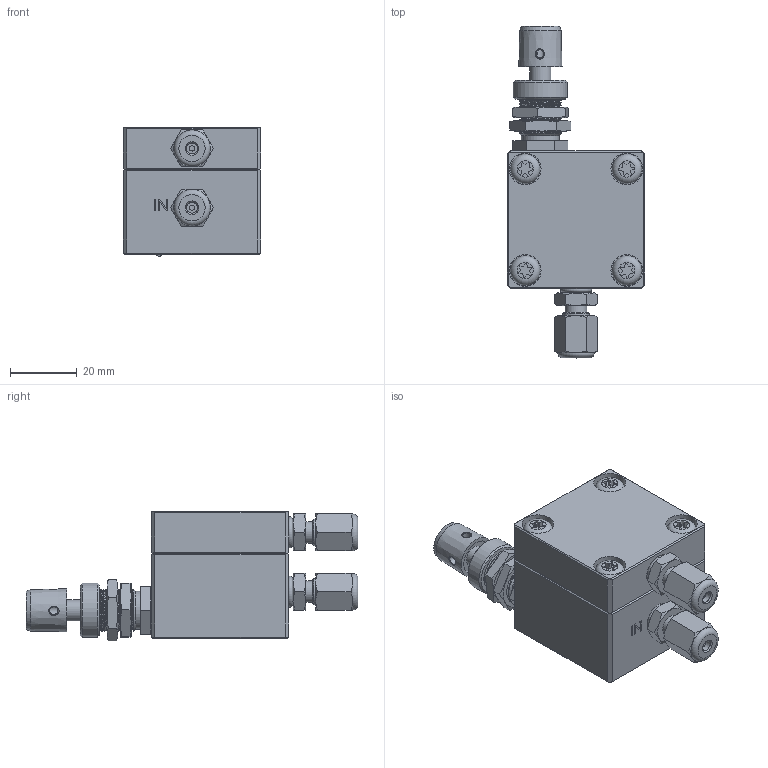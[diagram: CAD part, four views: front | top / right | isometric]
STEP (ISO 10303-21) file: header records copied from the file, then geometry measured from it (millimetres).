
FILE_DESCRIPTION((''),'2;1');
FILE_NAME('313435-FC30AS1K Gas flow controller.stp','2013-08-26T13:51:20',('Franzp'),(''),'Autodesk Inventor 2013','Autodesk Inventor 2013','');
FILE_SCHEMA(('AUTOMOTIVE_DESIGN { 1 0 10303 214 1 1 1 1 }'));
Length unit declared in the file: millimetre
Products named in the file (3): 3234a35; 323435; 313160
Assembly tree (3 placements, depth 2):
  3234a35
    323435
    313160  x2
Bounding box: 41.27 x 99.54 x 38.84 mm (x, y, z)
Volume: 661 mm3; surface area: 17669.1 mm2
Topology: 2 solids, 31 shells, 237 faces, 782 edges, 532 vertices
Faces by surface type: plane 163, cylinder 33, cone 30, torus 8, bspline 3
Full cylindrical faces by diameter (mm): 2.487 x2, 3.2 x1, 3.3 x2, 3.302 x1, 5.359 x1, 6.35 x1, 6.46 x2, 6.553 x1, 7.938 x2, 9.525 x4, 10.312 x1, 10.6 x1, 11.43 x1, 11.523 x2, 11.836 x2, 16.256 x1
Entity records: 12666 total; most frequent: CARTESIAN_POINT 6110, DIRECTION 1282, ORIENTED_EDGE 1063, EDGE_CURVE 680, VERTEX_POINT 498, AXIS2_PLACEMENT_3D 452, VECTOR 378, LINE 378
